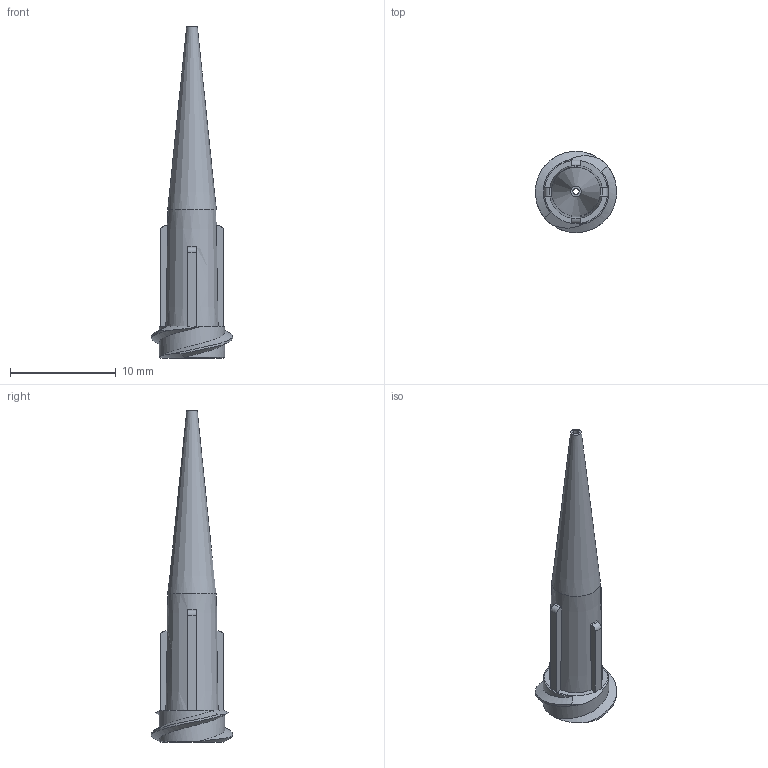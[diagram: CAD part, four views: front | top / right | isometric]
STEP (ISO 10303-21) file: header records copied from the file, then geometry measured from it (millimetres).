
FILE_DESCRIPTION( ( 'Unknown' ), '1' );
FILE_NAME( '560012MA.stp', 'Unknown', ( 'Schwinghammer Vitus' ), ( 'Vieweg' ), 'PSStep 17.0.49', 'Solid Edge ST8', ' ' );
FILE_SCHEMA( ( 'AUTOMOTIVE_DESIGN { 1 0 10303 214 1 1 1 1 }' ) );
Length unit declared in the file: millimetre
Products named in the file (1): 1
Bounding box: 7.69 x 7.7 x 31.4 mm (x, y, z)
Volume: 234.5 mm3; surface area: 733.8 mm2
Topology: 1 solids, 1 shells, 45 faces, 117 edges, 75 vertices
Faces by surface type: plane 27, cylinder 8, cone 6, bspline 4
Entity records: 1980 total; most frequent: CARTESIAN_POINT 588, ORIENTED_EDGE 214, DIRECTION 206, EDGE_CURVE 107, AXIS2_PLACEMENT_3D 81, VERTEX_POINT 71, EDGE_LOOP 54, STYLED_ITEM 45
